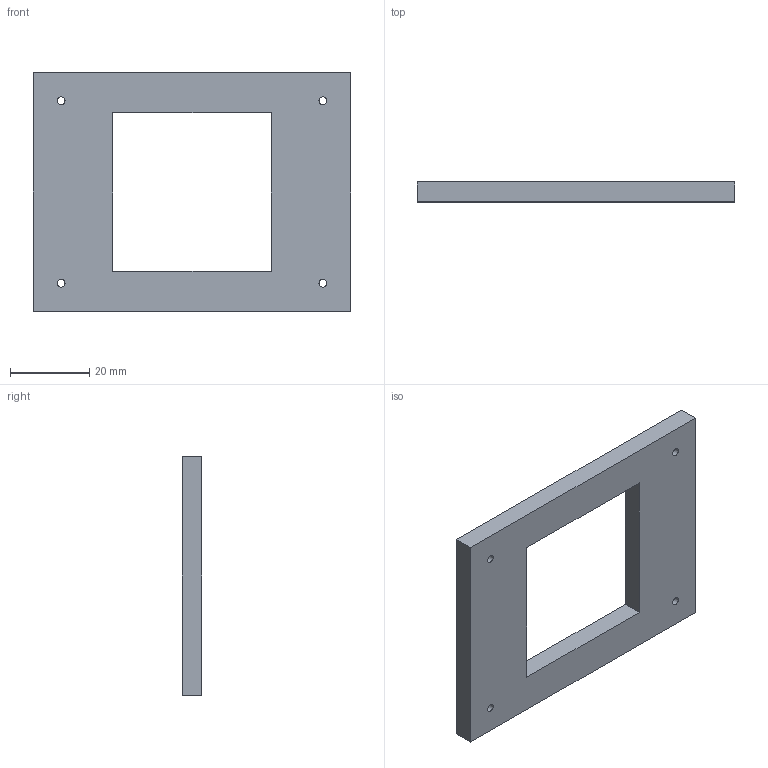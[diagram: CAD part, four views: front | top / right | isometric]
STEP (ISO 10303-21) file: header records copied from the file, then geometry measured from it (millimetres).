
FILE_DESCRIPTION(/* description */ (''),/* implementation_level */ '2;1');
FILE_NAME(/* name */ 'Encaje de base superior.step',/* time_stamp */ '2018-10-05T18:14:42+02:00',/* author */ ('Rodrigo HC'),/* organization */ (''),/* preprocessor_version */ 'ST-DEVELOPER v16.1',/* originating_system */ 'Autodesk Inventor 2016',/* authorisation */ '');
FILE_SCHEMA (('AUTOMOTIVE_DESIGN { 1 0 10303 214 3 1 1 }'));
Length unit declared in the file: millimetre
Products named in the file (1): Encaje de base superior
Bounding box: 80 x 5 x 60 mm (x, y, z)
Volume: 15937.2 mm3; surface area: 8700.5 mm2
Topology: 1 solids, 1 shells, 14 faces, 56 edges, 52 vertices
Faces by surface type: plane 10, cylinder 4
Full cylindrical faces by diameter (mm): 2 x4
Entity records: 578 total; most frequent: CARTESIAN_POINT 107, DIRECTION 102, ORIENTED_EDGE 64, AXIS2_PLACEMENT_3D 35, LINE 32, VECTOR 32, EDGE_CURVE 32, EDGE_LOOP 28
